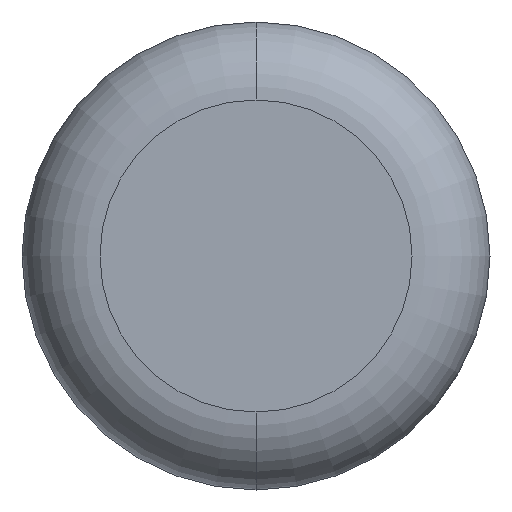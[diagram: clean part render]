
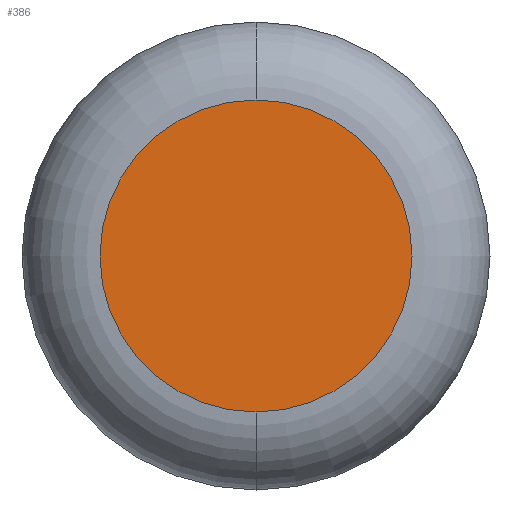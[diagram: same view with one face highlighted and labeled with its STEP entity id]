
A CAD part, front view. The second image highlights one B-rep face of the part: STEP entity #386.
In plain terms, the highlighted planar face has unit normal (0, -1, 0).
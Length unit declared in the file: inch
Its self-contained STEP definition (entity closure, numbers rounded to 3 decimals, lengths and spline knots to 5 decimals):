
#2 = CARTESIAN_POINT ( 'NONE',  ( 0., 0., 0. ) ) ;
#20 = CARTESIAN_POINT ( 'NONE',  ( 0., 0., 0. ) ) ;
#40 = CARTESIAN_POINT ( 'NONE',  ( 0., 0., -0.25 ) ) ;
#51 = AXIS2_PLACEMENT_3D ( 'NONE', #2, #303, #150 ) ;
#63 = VERTEX_POINT ( 'NONE', #89 ) ;
#69 = FACE_OUTER_BOUND ( 'NONE', #126, .T. ) ;
#89 = CARTESIAN_POINT ( 'NONE',  ( 0., 0., 0.25 ) ) ;
#102 = DIRECTION ( 'NONE',  ( 0., -1., 0. ) ) ;
#122 = CIRCLE ( 'NONE', #243, 0.25 ) ;
#126 = EDGE_LOOP ( 'NONE', ( #306, #158 ) ) ;
#137 = AXIS2_PLACEMENT_3D ( 'NONE', #248, #102, #213 ) ;
#150 = DIRECTION ( 'NONE',  ( 0., 0., -1. ) ) ;
#157 = VERTEX_POINT ( 'NONE', #40 ) ;
#158 = ORIENTED_EDGE ( 'NONE', *, *, #223, .T. ) ;
#199 = DIRECTION ( 'NONE',  ( 0., -1., 0. ) ) ;
#207 = PLANE ( 'NONE',  #137 ) ;
#213 = DIRECTION ( 'NONE',  ( 0., 0., -1. ) ) ;
#223 = EDGE_CURVE ( 'NONE', #63, #157, #122, .T. ) ;
#231 = EDGE_CURVE ( 'NONE', #157, #63, #344, .T. ) ;
#243 = AXIS2_PLACEMENT_3D ( 'NONE', #20, #199, #388 ) ;
#248 = CARTESIAN_POINT ( 'NONE',  ( 0., 0., 0. ) ) ;
#303 = DIRECTION ( 'NONE',  ( 0., -1., 0. ) ) ;
#306 = ORIENTED_EDGE ( 'NONE', *, *, #231, .T. ) ;
#344 = CIRCLE ( 'NONE', #51, 0.25 ) ;
#386 = ADVANCED_FACE ( 'NONE', ( #69 ), #207, .T. ) ;
#388 = DIRECTION ( 'NONE',  ( 0., 0., -1. ) ) ;
